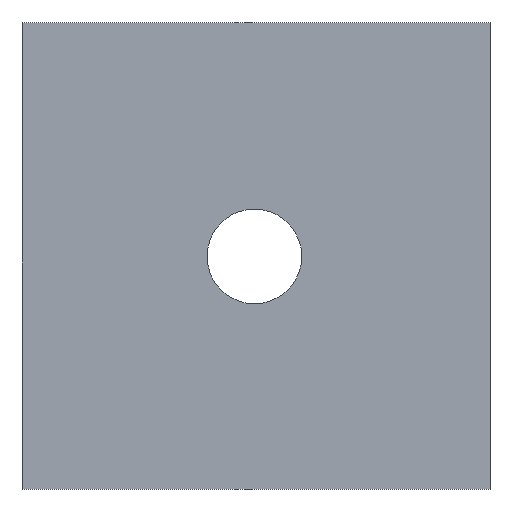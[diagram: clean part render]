
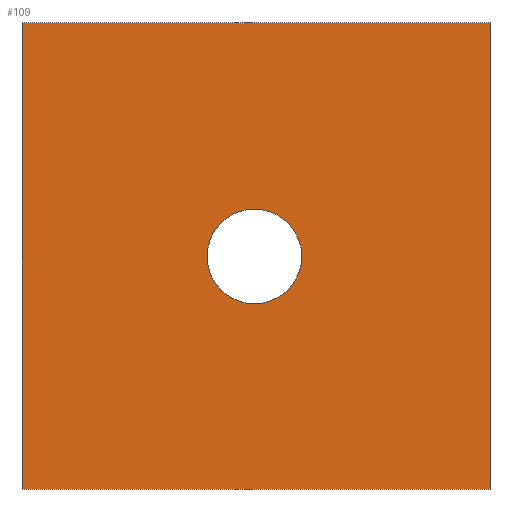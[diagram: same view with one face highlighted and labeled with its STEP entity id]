
A CAD part, top view. The second image highlights one B-rep face of the part: STEP entity #109.
In plain terms, the highlighted planar face has unit normal (0, 0, 1).
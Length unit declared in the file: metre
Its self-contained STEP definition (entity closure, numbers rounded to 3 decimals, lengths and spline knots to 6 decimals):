
#109 = ADVANCED_FACE( '', ( #128, #129 ), #130, .T. );
#128 = FACE_BOUND( '', #148, .T. );
#129 = FACE_OUTER_BOUND( '', #149, .T. );
#130 = PLANE( '', #150 );
#148 = EDGE_LOOP( '', ( #200 ) );
#149 = EDGE_LOOP( '', ( #201, #202, #203, #204 ) );
#150 = AXIS2_PLACEMENT_3D( '', #205, #206, #207 );
#200 = ORIENTED_EDGE( '', *, *, #225, .F. );
#201 = ORIENTED_EDGE( '', *, *, #215, .T. );
#202 = ORIENTED_EDGE( '', *, *, #219, .T. );
#203 = ORIENTED_EDGE( '', *, *, #222, .T. );
#204 = ORIENTED_EDGE( '', *, *, #224, .T. );
#205 = CARTESIAN_POINT( '', ( 0., 0., 0.005 ) );
#206 = DIRECTION( '', ( 0., 0., 1. ) );
#207 = DIRECTION( '', ( 1., 0., 0. ) );
#215 = EDGE_CURVE( '', #242, #240, #243, .T. );
#219 = EDGE_CURVE( '', #240, #247, #249, .T. );
#222 = EDGE_CURVE( '', #247, #252, #254, .T. );
#224 = EDGE_CURVE( '', #252, #242, #256, .T. );
#225 = EDGE_CURVE( '', #257, #257, #258, .T. );
#240 = VERTEX_POINT( '', #279 );
#242 = VERTEX_POINT( '', #282 );
#243 = LINE( '', #283, #284 );
#247 = VERTEX_POINT( '', #290 );
#249 = LINE( '', #293, #294 );
#252 = VERTEX_POINT( '', #298 );
#254 = LINE( '', #301, #302 );
#256 = LINE( '', #305, #306 );
#257 = VERTEX_POINT( '', #307 );
#258 = CIRCLE( '', #308, 0.020379 );
#279 = CARTESIAN_POINT( '', ( 0., 0., 0.005 ) );
#282 = CARTESIAN_POINT( '', ( 0., 0.200829, 0.005 ) );
#283 = CARTESIAN_POINT( '', ( 0., 0.200829, 0.005 ) );
#284 = VECTOR( '', #320, 1. );
#290 = CARTESIAN_POINT( '', ( 0.201371, 0., 0.005 ) );
#293 = CARTESIAN_POINT( '', ( 0., 0., 0.005 ) );
#294 = VECTOR( '', #324, 1. );
#298 = CARTESIAN_POINT( '', ( 0.201371, 0.200829, 0.005 ) );
#301 = CARTESIAN_POINT( '', ( 0.201371, 0., 0.005 ) );
#302 = VECTOR( '', #327, 1. );
#305 = CARTESIAN_POINT( '', ( 0.201371, 0.200829, 0.005 ) );
#306 = VECTOR( '', #329, 1. );
#307 = CARTESIAN_POINT( '', ( 0.120386, 0.100206, 0.005 ) );
#308 = AXIS2_PLACEMENT_3D( '', #330, #331, #332 );
#320 = DIRECTION( '', ( 0., -1., 0. ) );
#324 = DIRECTION( '', ( 1., 0., 0. ) );
#327 = DIRECTION( '', ( 0., 1., 0. ) );
#329 = DIRECTION( '', ( -1., 0., 0. ) );
#330 = CARTESIAN_POINT( '', ( 0.100007, 0.100206, 0.005 ) );
#331 = DIRECTION( '', ( 0., 0., 1. ) );
#332 = DIRECTION( '', ( 1., 0., 0. ) );
